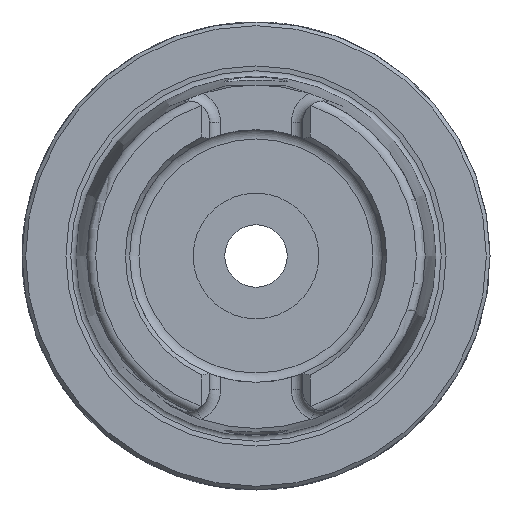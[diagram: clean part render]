
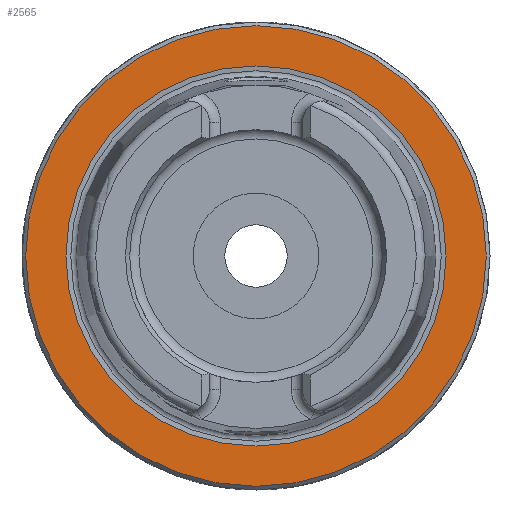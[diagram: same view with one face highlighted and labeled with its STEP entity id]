
A CAD part, left-side view. The second image highlights one B-rep face of the part: STEP entity #2565.
In plain terms, the highlighted planar face has unit normal (-1, 0, 0).
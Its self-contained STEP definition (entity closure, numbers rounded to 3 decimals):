
#165=FACE_BOUND('',#549,.T.);
#214=PLANE('',#2918);
#389=FACE_OUTER_BOUND('',#548,.T.);
#548=EDGE_LOOP('',(#2274));
#549=EDGE_LOOP('',(#2275));
#987=CIRCLE('',#2917,25.588);
#988=CIRCLE('',#2919,31.);
#1221=VERTEX_POINT('',#5230);
#1222=VERTEX_POINT('',#5234);
#1581=EDGE_CURVE('',#1221,#1221,#987,.T.);
#1582=EDGE_CURVE('',#1222,#1222,#988,.T.);
#2274=ORIENTED_EDGE('',*,*,#1582,.F.);
#2275=ORIENTED_EDGE('',*,*,#1581,.T.);
#2565=ADVANCED_FACE('',(#389,#165),#214,.T.);
#2917=AXIS2_PLACEMENT_3D('',#5232,#3592,#3593);
#2918=AXIS2_PLACEMENT_3D('',#5233,#3594,#3595);
#2919=AXIS2_PLACEMENT_3D('',#5235,#3596,#3597);
#3592=DIRECTION('center_axis',(1.,0.,0.));
#3593=DIRECTION('ref_axis',(0.,0.,-1.));
#3594=DIRECTION('center_axis',(-1.,0.,0.));
#3595=DIRECTION('ref_axis',(0.,0.,1.));
#3596=DIRECTION('center_axis',(1.,0.,0.));
#3597=DIRECTION('ref_axis',(0.,0.,-1.));
#5230=CARTESIAN_POINT('',(0.,-25.588,0.));
#5232=CARTESIAN_POINT('Origin',(0.,0.,0.));
#5233=CARTESIAN_POINT('Origin',(0.,31.,0.));
#5234=CARTESIAN_POINT('',(0.,-31.,0.));
#5235=CARTESIAN_POINT('Origin',(0.,0.,0.));
